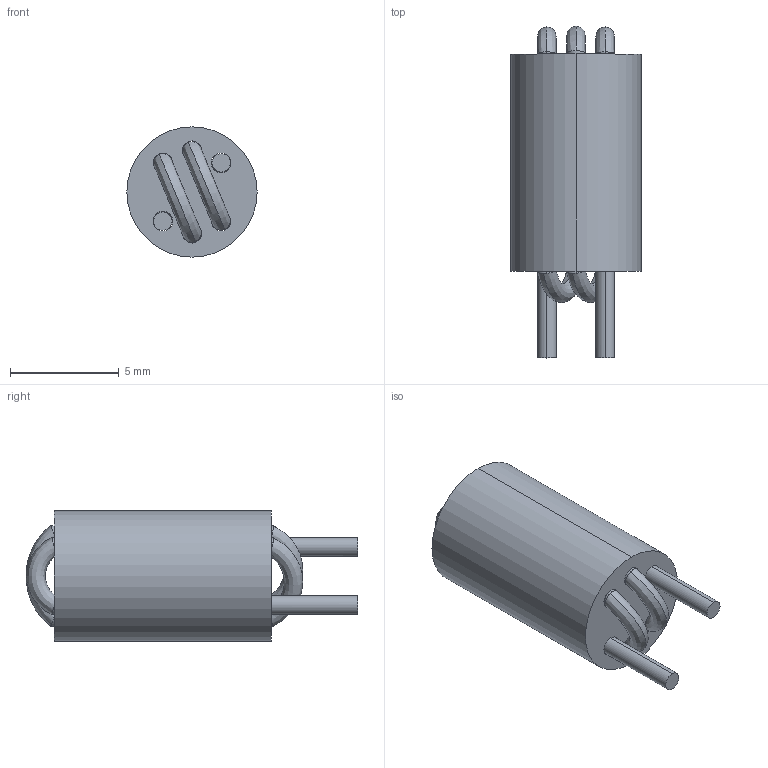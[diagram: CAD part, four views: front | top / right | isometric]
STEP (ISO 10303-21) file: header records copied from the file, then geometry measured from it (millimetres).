
FILE_DESCRIPTION (( 'STEP AP214' ), '1' );
FILE_NAME ('82CA0906-F62E-498F-AE77-670148AE0905.STEP', '2023-04-27T13:06:41', ( '' ), ( '' ), 'SwSTEP 2.0', 'SolidWorks 2022', '' );
FILE_SCHEMA (( 'AUTOMOTIVE_DESIGN' ));
Length unit declared in the file: millimetre
Products named in the file (1): 82CA0906-F62E-498F-AE77-670148AE0905
Bounding box: 6 x 15.29 x 6 mm (x, y, z)
Volume: 294.2 mm3; surface area: 640.5 mm2
Topology: 1 solids, 1 shells, 57 faces, 198 edges, 125 vertices
Faces by surface type: cylinder 24, bspline 22, plane 11
Entity records: 3990 total; most frequent: CARTESIAN_POINT 2085, ORIENTED_EDGE 396, EDGE_CURVE 198, DIRECTION 196, VERTEX_POINT 125, B_SPLINE_CURVE_WITH_KNOTS 87, AXIS2_PLACEMENT_3D 86, EDGE_LOOP 69
